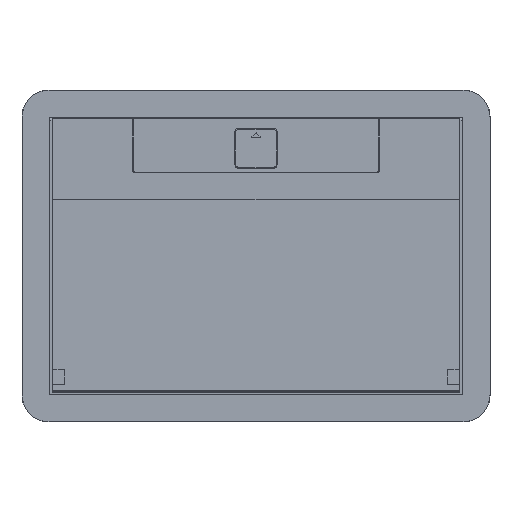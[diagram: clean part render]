
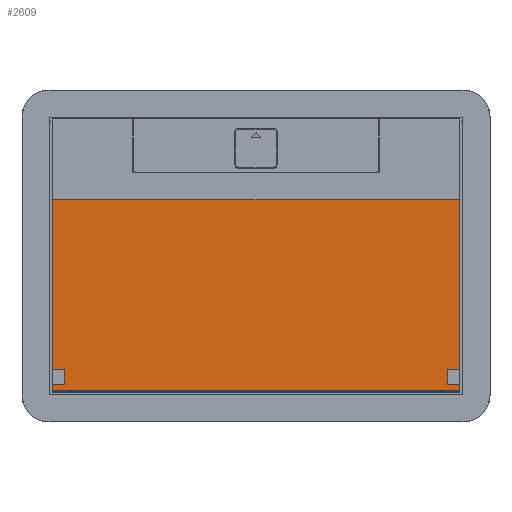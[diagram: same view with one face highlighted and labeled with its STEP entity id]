
A CAD part, top view. The second image highlights one B-rep face of the part: STEP entity #2609.
In plain terms, the highlighted planar face has unit normal (0, 0, 1).
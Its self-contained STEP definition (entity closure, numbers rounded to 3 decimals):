
#1696=CARTESIAN_POINT('Vertex',(-123.725,75.2,4.4)) ;
#1719=CARTESIAN_POINT('Line Origine',(0.,75.2,4.4)) ;
#1723=CARTESIAN_POINT('Vertex',(123.725,75.2,4.4)) ;
#2507=CARTESIAN_POINT('Vertex',(-123.725,-28.25,4.4)) ;
#2510=CARTESIAN_POINT('Line Origine',(-123.725,23.475,4.4)) ;
#2522=CARTESIAN_POINT('Axis2P3D Location',(0.,0.,4.4)) ;
#2527=CARTESIAN_POINT('Line Origine',(-120.238,-28.25,4.4)) ;
#2531=CARTESIAN_POINT('Vertex',(-116.75,-28.25,4.4)) ;
#2534=CARTESIAN_POINT('Line Origine',(-116.75,-32.75,4.4)) ;
#2538=CARTESIAN_POINT('Vertex',(-116.75,-37.25,4.4)) ;
#2541=CARTESIAN_POINT('Line Origine',(-122.,-37.25,4.4)) ;
#2545=CARTESIAN_POINT('Vertex',(-127.25,-37.25,4.4)) ;
#2548=CARTESIAN_POINT('Line Origine',(-127.25,-39.25,4.4)) ;
#2552=CARTESIAN_POINT('Vertex',(-127.25,-41.25,4.4)) ;
#2555=CARTESIAN_POINT('Line Origine',(0.,-41.25,4.4)) ;
#2559=CARTESIAN_POINT('Vertex',(127.25,-41.25,4.4)) ;
#2562=CARTESIAN_POINT('Line Origine',(127.25,-39.25,4.4)) ;
#2566=CARTESIAN_POINT('Vertex',(127.25,-37.25,4.4)) ;
#2569=CARTESIAN_POINT('Line Origine',(122.,-37.25,4.4)) ;
#2573=CARTESIAN_POINT('Vertex',(116.75,-37.25,4.4)) ;
#2576=CARTESIAN_POINT('Line Origine',(116.75,-32.75,4.4)) ;
#2580=CARTESIAN_POINT('Vertex',(116.75,-28.25,4.4)) ;
#2583=CARTESIAN_POINT('Line Origine',(120.238,-28.25,4.4)) ;
#2587=CARTESIAN_POINT('Vertex',(123.725,-28.25,4.4)) ;
#2590=CARTESIAN_POINT('Line Origine',(123.725,23.475,4.4)) ;
#1720=DIRECTION('Vector Direction',(-1.,0.,0.)) ;
#2511=DIRECTION('Vector Direction',(0.,-1.,0.)) ;
#2523=DIRECTION('Axis2P3D Direction',(0.,0.,1.)) ;
#2524=DIRECTION('Axis2P3D XDirection',(1.,0.,0.)) ;
#2528=DIRECTION('Vector Direction',(-1.,0.,0.)) ;
#2535=DIRECTION('Vector Direction',(0.,1.,0.)) ;
#2542=DIRECTION('Vector Direction',(1.,0.,0.)) ;
#2549=DIRECTION('Vector Direction',(0.,-1.,0.)) ;
#2556=DIRECTION('Vector Direction',(-1.,0.,0.)) ;
#2563=DIRECTION('Vector Direction',(0.,-1.,0.)) ;
#2570=DIRECTION('Vector Direction',(-1.,0.,0.)) ;
#2577=DIRECTION('Vector Direction',(0.,1.,0.)) ;
#2584=DIRECTION('Vector Direction',(1.,0.,0.)) ;
#2591=DIRECTION('Vector Direction',(0.,-1.,0.)) ;
#2525=AXIS2_PLACEMENT_3D('Plane Axis2P3D',#2522,#2523,#2524) ;
#2596=ORIENTED_EDGE('',*,*,#2514,.T.) ;
#2597=ORIENTED_EDGE('',*,*,#2533,.T.) ;
#2598=ORIENTED_EDGE('',*,*,#2540,.T.) ;
#2599=ORIENTED_EDGE('',*,*,#2547,.T.) ;
#2600=ORIENTED_EDGE('',*,*,#2554,.T.) ;
#2601=ORIENTED_EDGE('',*,*,#2561,.T.) ;
#2602=ORIENTED_EDGE('',*,*,#2568,.T.) ;
#2603=ORIENTED_EDGE('',*,*,#2575,.T.) ;
#2604=ORIENTED_EDGE('',*,*,#2582,.T.) ;
#2605=ORIENTED_EDGE('',*,*,#2589,.T.) ;
#2606=ORIENTED_EDGE('',*,*,#2594,.T.) ;
#2607=ORIENTED_EDGE('',*,*,#1725,.F.) ;
#1721=VECTOR('Line Direction',#1720,1.) ;
#2512=VECTOR('Line Direction',#2511,1.) ;
#2529=VECTOR('Line Direction',#2528,1.) ;
#2536=VECTOR('Line Direction',#2535,1.) ;
#2543=VECTOR('Line Direction',#2542,1.) ;
#2550=VECTOR('Line Direction',#2549,1.) ;
#2557=VECTOR('Line Direction',#2556,1.) ;
#2564=VECTOR('Line Direction',#2563,1.) ;
#2571=VECTOR('Line Direction',#2570,1.) ;
#2578=VECTOR('Line Direction',#2577,1.) ;
#2585=VECTOR('Line Direction',#2584,1.) ;
#2592=VECTOR('Line Direction',#2591,1.) ;
#2609=ADVANCED_FACE('Corps principal',(#2608),#2526,.T.) ;
#1725=EDGE_CURVE('',#1697,#1724,#1722,.F.) ;
#2514=EDGE_CURVE('',#1697,#2508,#2513,.T.) ;
#2533=EDGE_CURVE('',#2508,#2532,#2530,.F.) ;
#2540=EDGE_CURVE('',#2532,#2539,#2537,.F.) ;
#2547=EDGE_CURVE('',#2539,#2546,#2544,.F.) ;
#2554=EDGE_CURVE('',#2546,#2553,#2551,.T.) ;
#2561=EDGE_CURVE('',#2553,#2560,#2558,.F.) ;
#2568=EDGE_CURVE('',#2560,#2567,#2565,.F.) ;
#2575=EDGE_CURVE('',#2567,#2574,#2572,.T.) ;
#2582=EDGE_CURVE('',#2574,#2581,#2579,.T.) ;
#2589=EDGE_CURVE('',#2581,#2588,#2586,.T.) ;
#2594=EDGE_CURVE('',#2588,#1724,#2593,.F.) ;
#2595=EDGE_LOOP('',(#2596,#2597,#2598,#2599,#2600,#2601,#2602,#2603,#2604,#2605,#2606,#2607)) ;
#2608=FACE_OUTER_BOUND('',#2595,.T.) ;
#1722=LINE('Line',#1719,#1721) ;
#2513=LINE('Line',#2510,#2512) ;
#2530=LINE('Line',#2527,#2529) ;
#2537=LINE('Line',#2534,#2536) ;
#2544=LINE('Line',#2541,#2543) ;
#2551=LINE('Line',#2548,#2550) ;
#2558=LINE('Line',#2555,#2557) ;
#2565=LINE('Line',#2562,#2564) ;
#2572=LINE('Line',#2569,#2571) ;
#2579=LINE('Line',#2576,#2578) ;
#2586=LINE('Line',#2583,#2585) ;
#2593=LINE('Line',#2590,#2592) ;
#2526=PLANE('',#2525) ;
#1697=VERTEX_POINT('',#1696) ;
#1724=VERTEX_POINT('',#1723) ;
#2508=VERTEX_POINT('',#2507) ;
#2532=VERTEX_POINT('',#2531) ;
#2539=VERTEX_POINT('',#2538) ;
#2546=VERTEX_POINT('',#2545) ;
#2553=VERTEX_POINT('',#2552) ;
#2560=VERTEX_POINT('',#2559) ;
#2567=VERTEX_POINT('',#2566) ;
#2574=VERTEX_POINT('',#2573) ;
#2581=VERTEX_POINT('',#2580) ;
#2588=VERTEX_POINT('',#2587) ;
